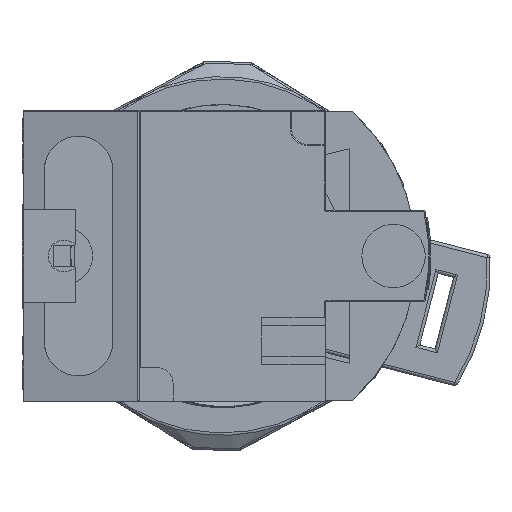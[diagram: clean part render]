
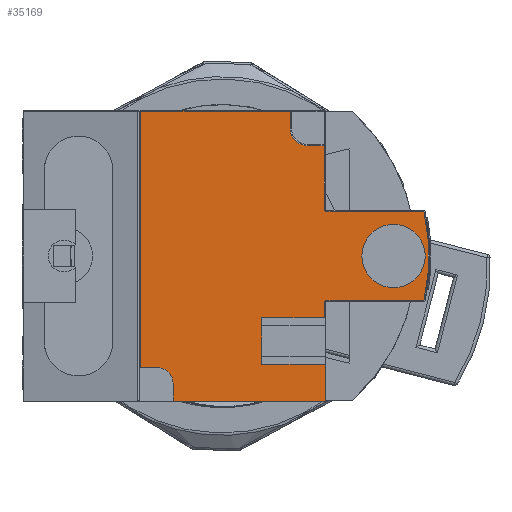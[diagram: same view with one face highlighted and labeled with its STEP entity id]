
A CAD part, front view. The second image highlights one B-rep face of the part: STEP entity #35169.
In plain terms, the highlighted planar face has unit normal (0, -1, 0).
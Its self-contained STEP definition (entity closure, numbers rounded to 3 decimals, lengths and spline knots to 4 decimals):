
#466=LINE('',#89692,#3117);
#750=LINE('',#92233,#3401);
#751=LINE('',#92237,#3402);
#752=LINE('',#92241,#3403);
#753=LINE('',#92243,#3404);
#754=LINE('',#92245,#3405);
#755=LINE('',#92247,#3406);
#756=LINE('',#92249,#3407);
#757=LINE('',#92251,#3408);
#758=LINE('',#92253,#3409);
#759=LINE('',#92257,#3410);
#760=LINE('',#92261,#3411);
#761=LINE('',#92265,#3412);
#762=LINE('',#92267,#3413);
#763=LINE('',#92270,#3414);
#3117=VECTOR('',#41147,0.9547);
#3401=VECTOR('',#41573,0.5571);
#3402=VECTOR('',#41578,0.061);
#3403=VECTOR('',#41581,0.0669);
#3404=VECTOR('',#41582,0.5669);
#3405=VECTOR('',#41583,0.1378);
#3406=VECTOR('',#41584,0.2362);
#3407=VECTOR('',#41585,0.1732);
#3408=VECTOR('',#41586,0.2323);
#3409=VECTOR('',#41587,0.0563);
#3410=VECTOR('',#41590,0.3652);
#3411=VECTOR('',#41593,0.3652);
#3412=VECTOR('',#41596,0.2374);
#3413=VECTOR('',#41597,0.063);
#3414=VECTOR('',#41600,0.065);
#7639=PLANE('',#37859);
#8552=FACE_BOUND('',#11039,.T.);
#8946=FACE_OUTER_BOUND('',#11038,.T.);
#11038=EDGE_LOOP('',(#24434,#24435,#24436,#24437,#24438,#24439,#24440,#24441,
#24442,#24443,#24444,#24445,#24446,#24447,#24448,#24449,#24450,#24451,#24452,
#24453));
#11039=EDGE_LOOP('',(#24454));
#13162=CIRCLE('',#37860,0.0591);
#13163=CIRCLE('',#37861,0.0067);
#13164=CIRCLE('',#37862,0.7916);
#13165=CIRCLE('',#37863,0.0067);
#13166=CIRCLE('',#37864,0.063);
#13167=CIRCLE('',#37865,0.1181);
#14400=VERTEX_POINT('',#89672);
#14406=VERTEX_POINT('',#89690);
#15023=VERTEX_POINT('',#92232);
#15024=VERTEX_POINT('',#92236);
#15025=VERTEX_POINT('',#92238);
#15026=VERTEX_POINT('',#92240);
#15027=VERTEX_POINT('',#92242);
#15028=VERTEX_POINT('',#92244);
#15029=VERTEX_POINT('',#92246);
#15030=VERTEX_POINT('',#92248);
#15031=VERTEX_POINT('',#92250);
#15032=VERTEX_POINT('',#92252);
#15033=VERTEX_POINT('',#92254);
#15034=VERTEX_POINT('',#92256);
#15035=VERTEX_POINT('',#92258);
#15036=VERTEX_POINT('',#92260);
#15037=VERTEX_POINT('',#92262);
#15038=VERTEX_POINT('',#92264);
#15039=VERTEX_POINT('',#92266);
#15040=VERTEX_POINT('',#92268);
#15041=VERTEX_POINT('',#92271);
#18015=EDGE_CURVE('',#14406,#14400,#466,.T.);
#18639=EDGE_CURVE('',#14400,#15023,#750,.T.);
#18641=EDGE_CURVE('',#14406,#15024,#751,.T.);
#18642=EDGE_CURVE('',#15024,#15025,#13162,.T.);
#18643=EDGE_CURVE('',#15025,#15026,#752,.T.);
#18644=EDGE_CURVE('',#15027,#15026,#753,.T.);
#18645=EDGE_CURVE('',#15027,#15028,#754,.T.);
#18646=EDGE_CURVE('',#15028,#15029,#755,.T.);
#18647=EDGE_CURVE('',#15029,#15030,#756,.T.);
#18648=EDGE_CURVE('',#15030,#15031,#757,.T.);
#18649=EDGE_CURVE('',#15032,#15031,#758,.T.);
#18650=EDGE_CURVE('',#15033,#15032,#13163,.T.);
#18651=EDGE_CURVE('',#15034,#15033,#759,.T.);
#18652=EDGE_CURVE('',#15035,#15034,#13164,.T.);
#18653=EDGE_CURVE('',#15036,#15035,#760,.T.);
#18654=EDGE_CURVE('',#15037,#15036,#13165,.T.);
#18655=EDGE_CURVE('',#15038,#15037,#761,.T.);
#18656=EDGE_CURVE('',#15039,#15038,#762,.T.);
#18657=EDGE_CURVE('',#15040,#15039,#13166,.T.);
#18658=EDGE_CURVE('',#15023,#15040,#763,.T.);
#18659=EDGE_CURVE('',#15041,#15041,#13167,.T.);
#24434=ORIENTED_EDGE('',*,*,#18015,.F.);
#24435=ORIENTED_EDGE('',*,*,#18641,.T.);
#24436=ORIENTED_EDGE('',*,*,#18642,.T.);
#24437=ORIENTED_EDGE('',*,*,#18643,.T.);
#24438=ORIENTED_EDGE('',*,*,#18644,.F.);
#24439=ORIENTED_EDGE('',*,*,#18645,.T.);
#24440=ORIENTED_EDGE('',*,*,#18646,.T.);
#24441=ORIENTED_EDGE('',*,*,#18647,.T.);
#24442=ORIENTED_EDGE('',*,*,#18648,.T.);
#24443=ORIENTED_EDGE('',*,*,#18649,.F.);
#24444=ORIENTED_EDGE('',*,*,#18650,.F.);
#24445=ORIENTED_EDGE('',*,*,#18651,.F.);
#24446=ORIENTED_EDGE('',*,*,#18652,.F.);
#24447=ORIENTED_EDGE('',*,*,#18653,.F.);
#24448=ORIENTED_EDGE('',*,*,#18654,.F.);
#24449=ORIENTED_EDGE('',*,*,#18655,.F.);
#24450=ORIENTED_EDGE('',*,*,#18656,.F.);
#24451=ORIENTED_EDGE('',*,*,#18657,.F.);
#24452=ORIENTED_EDGE('',*,*,#18658,.F.);
#24453=ORIENTED_EDGE('',*,*,#18639,.F.);
#24454=ORIENTED_EDGE('',*,*,#18659,.T.);
#35169=ADVANCED_FACE('',(#8946,#8552),#7639,.F.);
#37859=AXIS2_PLACEMENT_3D('',#92235,#41576,#41577);
#37860=AXIS2_PLACEMENT_3D('',#92239,#41579,#41580);
#37861=AXIS2_PLACEMENT_3D('',#92255,#41588,#41589);
#37862=AXIS2_PLACEMENT_3D('',#92259,#41591,#41592);
#37863=AXIS2_PLACEMENT_3D('',#92263,#41594,#41595);
#37864=AXIS2_PLACEMENT_3D('',#92269,#41598,#41599);
#37865=AXIS2_PLACEMENT_3D('',#92272,#41601,#41602);
#41147=DIRECTION('',(0.,0.,1.));
#41573=DIRECTION('',(1.,0.,0.));
#41576=DIRECTION('center_axis',(0.,1.,0.));
#41577=DIRECTION('ref_axis',(0.,0.,1.));
#41578=DIRECTION('',(1.,0.,0.));
#41579=DIRECTION('center_axis',(0.,1.,0.));
#41580=DIRECTION('ref_axis',(1.,0.,0.));
#41581=DIRECTION('',(0.,0.,-1.));
#41582=DIRECTION('',(-1.,0.,0.));
#41583=DIRECTION('',(0.,0.,1.));
#41584=DIRECTION('',(-1.,0.,0.));
#41585=DIRECTION('',(0.,0.,1.));
#41586=DIRECTION('',(1.,0.,0.));
#41587=DIRECTION('',(0.,0.,-1.));
#41588=DIRECTION('center_axis',(0.,-1.,0.));
#41589=DIRECTION('ref_axis',(-0.707,0.,0.707));
#41590=DIRECTION('',(-1.,0.,0.));
#41591=DIRECTION('center_axis',(0.,1.,0.));
#41592=DIRECTION('ref_axis',(1.,0.,0.));
#41593=DIRECTION('',(1.,0.,0.));
#41594=DIRECTION('center_axis',(0.,-1.,0.));
#41595=DIRECTION('ref_axis',(-0.707,0.,-0.707));
#41596=DIRECTION('',(0.,0.,-1.));
#41597=DIRECTION('',(1.,0.,0.));
#41598=DIRECTION('center_axis',(0.,-1.,0.));
#41599=DIRECTION('ref_axis',(-0.707,0.,-0.707));
#41600=DIRECTION('',(0.,0.,-1.));
#41601=DIRECTION('center_axis',(0.,1.,0.));
#41602=DIRECTION('ref_axis',(-1.,0.,0.));
#89672=CARTESIAN_POINT('',(0.439,0.1142,1.0807));
#89690=CARTESIAN_POINT('',(0.439,0.1142,0.126));
#89692=CARTESIAN_POINT('',(0.439,0.1142,0.126));
#92232=CARTESIAN_POINT('',(0.9961,0.1142,1.0807));
#92233=CARTESIAN_POINT('',(0.439,0.1142,1.0807));
#92235=CARTESIAN_POINT('Origin',(1.5157,0.1142,1.0827));
#92236=CARTESIAN_POINT('',(0.5,0.1142,0.126));
#92237=CARTESIAN_POINT('',(0.439,0.1142,0.126));
#92238=CARTESIAN_POINT('',(0.5591,0.1142,0.0669));
#92239=CARTESIAN_POINT('Origin',(0.5,0.1142,0.0669));
#92240=CARTESIAN_POINT('',(0.5591,0.1142,0.));
#92241=CARTESIAN_POINT('',(0.5591,0.1142,0.0669));
#92242=CARTESIAN_POINT('',(1.126,0.1142,0.));
#92243=CARTESIAN_POINT('',(1.126,0.1142,0.));
#92244=CARTESIAN_POINT('',(1.126,0.1142,0.1378));
#92245=CARTESIAN_POINT('',(1.126,0.1142,0.));
#92246=CARTESIAN_POINT('',(0.8898,0.1142,0.1378));
#92247=CARTESIAN_POINT('',(1.126,0.1142,0.1378));
#92248=CARTESIAN_POINT('',(0.8898,0.1142,0.311));
#92249=CARTESIAN_POINT('',(0.8898,0.1142,0.1378));
#92250=CARTESIAN_POINT('',(1.122,0.1142,0.311));
#92251=CARTESIAN_POINT('',(0.8898,0.1142,0.311));
#92252=CARTESIAN_POINT('',(1.122,0.1142,0.3673));
#92253=CARTESIAN_POINT('',(1.122,0.1142,0.3673));
#92254=CARTESIAN_POINT('',(1.1287,0.1142,0.374));
#92255=CARTESIAN_POINT('Origin',(1.1287,0.1142,0.3673));
#92256=CARTESIAN_POINT('',(1.4939,0.1142,0.374));
#92257=CARTESIAN_POINT('',(1.4939,0.1142,0.374));
#92258=CARTESIAN_POINT('',(1.4939,0.1142,0.7087));
#92259=CARTESIAN_POINT('Origin',(0.7202,0.1142,0.5413));
#92260=CARTESIAN_POINT('',(1.1287,0.1142,0.7087));
#92261=CARTESIAN_POINT('',(1.1287,0.1142,0.7087));
#92262=CARTESIAN_POINT('',(1.122,0.1142,0.7154));
#92263=CARTESIAN_POINT('Origin',(1.1287,0.1142,0.7154));
#92264=CARTESIAN_POINT('',(1.122,0.1142,0.9528));
#92265=CARTESIAN_POINT('',(1.122,0.1142,0.9528));
#92266=CARTESIAN_POINT('',(1.0591,0.1142,0.9528));
#92267=CARTESIAN_POINT('',(1.0591,0.1142,0.9528));
#92268=CARTESIAN_POINT('',(0.9961,0.1142,1.0157));
#92269=CARTESIAN_POINT('Origin',(1.0591,0.1142,1.0157));
#92270=CARTESIAN_POINT('',(0.9961,0.1142,1.0807));
#92271=CARTESIAN_POINT('',(1.4988,0.1142,0.5413));
#92272=CARTESIAN_POINT('Origin',(1.3807,0.1142,0.5413));
